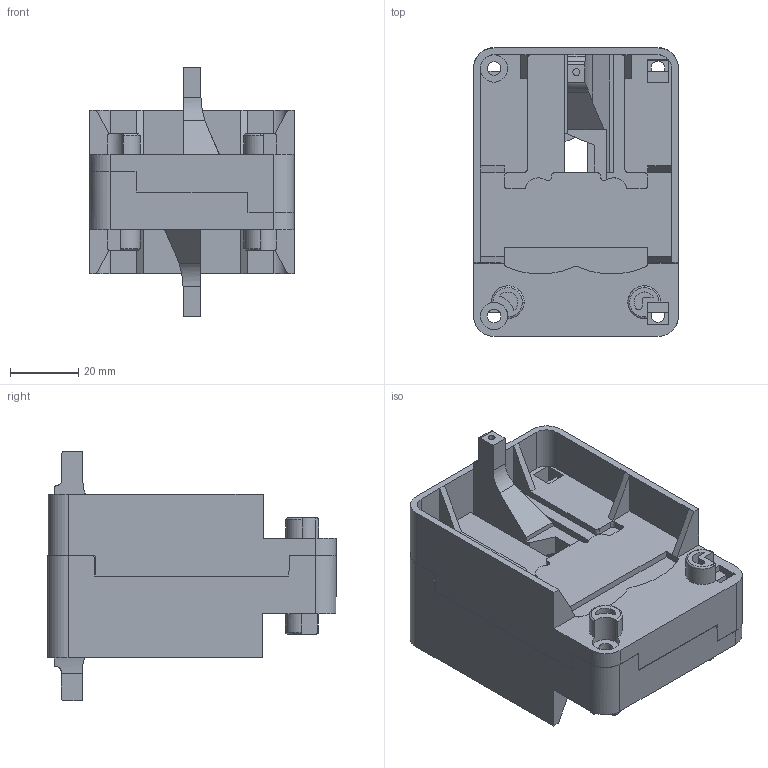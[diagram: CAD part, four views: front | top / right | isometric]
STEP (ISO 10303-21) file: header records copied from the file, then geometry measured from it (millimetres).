
FILE_DESCRIPTION (( 'STEP AP203' ), '1' );
FILE_NAME ('HMX2-MI.step', '2022-11-01T18:16:11', ( '' ), ( '' ), 'SwSTEP 2.0', 'SolidWorks 2021', '' );
FILE_SCHEMA (( 'CONFIG_CONTROL_DESIGN' ));
Length unit declared in the file: inch
Products named in the file (1): HMX2-MI
Bounding box: 60.01 x 84.65 x 73.14 mm (x, y, z)
Volume: 90202.5 mm3; surface area: 42214.5 mm2
Topology: 1 solids, 1 shells, 374 faces, 1050 edges, 680 vertices
Faces by surface type: plane 250, cylinder 112, torus 12
Entity records: 12600 total; most frequent: CARTESIAN_POINT 2685, ORIENTED_EDGE 2100, DIRECTION 2031, EDGE_CURVE 1050, LINE 763, VECTOR 763, VERTEX_POINT 680, AXIS2_PLACEMENT_3D 634
